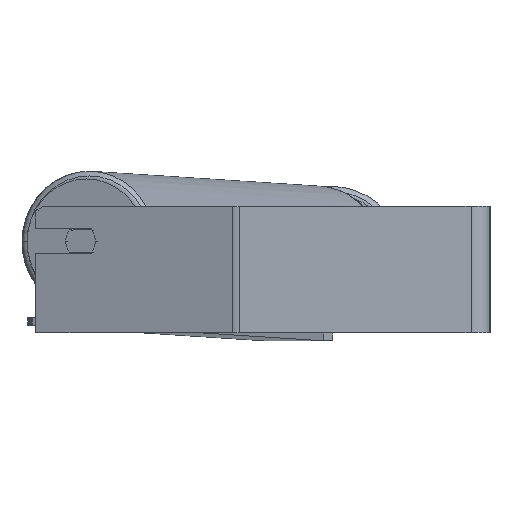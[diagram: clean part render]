
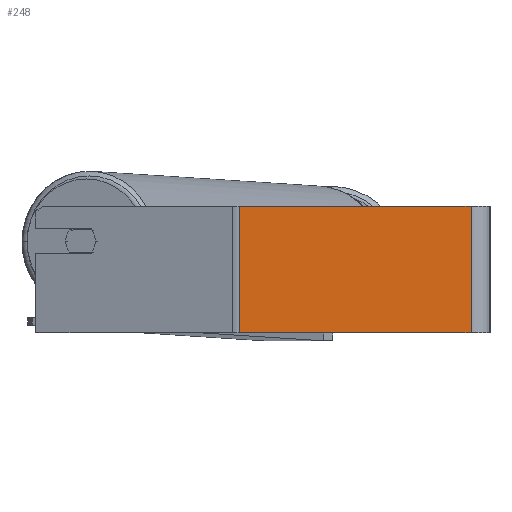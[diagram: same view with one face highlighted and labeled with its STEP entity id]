
A CAD part, left-side view. The second image highlights one B-rep face of the part: STEP entity #248.
In plain terms, the highlighted planar face has unit normal (-1, 0, 0).
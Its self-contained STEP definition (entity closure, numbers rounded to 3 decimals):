
#195 = DIRECTION ( 'NONE',  ( 0., -1., 0. ) ) ;
#248 = ADVANCED_FACE ( 'NONE', ( #5302 ), #3834, .F. ) ;
#664 = CARTESIAN_POINT ( 'NONE',  ( -700., 158.572, -40. ) ) ;
#842 = EDGE_CURVE ( 'NONE', #3734, #6149, #8811, .T. ) ;
#1049 = EDGE_LOOP ( 'NONE', ( #4608, #5011, #8268, #2060 ) ) ;
#1184 = EDGE_CURVE ( 'NONE', #3734, #6471, #5600, .T. ) ;
#1423 = CARTESIAN_POINT ( 'NONE',  ( -700., 12., -40. ) ) ;
#1570 = CARTESIAN_POINT ( 'NONE',  ( -700., 158.572, 40. ) ) ;
#1721 = CARTESIAN_POINT ( 'NONE',  ( -700., 12., 40. ) ) ;
#1900 = CARTESIAN_POINT ( 'NONE',  ( -700., 160.688, -40. ) ) ;
#1939 = DIRECTION ( 'NONE',  ( 0., 0., -1. ) ) ;
#1953 = EDGE_CURVE ( 'NONE', #6149, #8173, #7108, .T. ) ;
#2010 = DIRECTION ( 'NONE',  ( 0., 0., -1. ) ) ;
#2060 = ORIENTED_EDGE ( 'NONE', *, *, #1184, .T. ) ;
#2378 = CARTESIAN_POINT ( 'NONE',  ( -700., 160.688, 40. ) ) ;
#3023 = EDGE_CURVE ( 'NONE', #6471, #8173, #4822, .T. ) ;
#3515 = CARTESIAN_POINT ( 'NONE',  ( -700., 158.572, 40. ) ) ;
#3734 = VERTEX_POINT ( 'NONE', #1570 ) ;
#3834 = PLANE ( 'NONE',  #6773 ) ;
#4315 = CARTESIAN_POINT ( 'NONE',  ( -700., 160.688, 40. ) ) ;
#4608 = ORIENTED_EDGE ( 'NONE', *, *, #3023, .T. ) ;
#4766 = DIRECTION ( 'NONE',  ( 0., -1., 0. ) ) ;
#4822 = LINE ( 'NONE', #1900, #8780 ) ;
#5011 = ORIENTED_EDGE ( 'NONE', *, *, #1953, .F. ) ;
#5210 = DIRECTION ( 'NONE',  ( 1., 0., 0. ) ) ;
#5302 = FACE_OUTER_BOUND ( 'NONE', #1049, .T. ) ;
#5527 = CARTESIAN_POINT ( 'NONE',  ( -700., 12., 40. ) ) ;
#5600 = LINE ( 'NONE', #3515, #8906 ) ;
#6149 = VERTEX_POINT ( 'NONE', #1721 ) ;
#6471 = VERTEX_POINT ( 'NONE', #664 ) ;
#6773 = AXIS2_PLACEMENT_3D ( 'NONE', #2378, #5210, #7595 ) ;
#7108 = LINE ( 'NONE', #5527, #9211 ) ;
#7595 = DIRECTION ( 'NONE',  ( 0., 0., -1. ) ) ;
#7680 = VECTOR ( 'NONE', #195, 1000. ) ;
#8173 = VERTEX_POINT ( 'NONE', #1423 ) ;
#8268 = ORIENTED_EDGE ( 'NONE', *, *, #842, .F. ) ;
#8780 = VECTOR ( 'NONE', #4766, 1000. ) ;
#8811 = LINE ( 'NONE', #4315, #7680 ) ;
#8906 = VECTOR ( 'NONE', #2010, 1000. ) ;
#9211 = VECTOR ( 'NONE', #1939, 1000. ) ;
